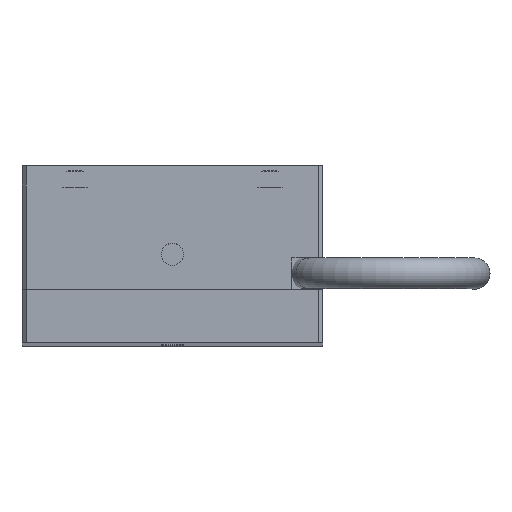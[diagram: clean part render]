
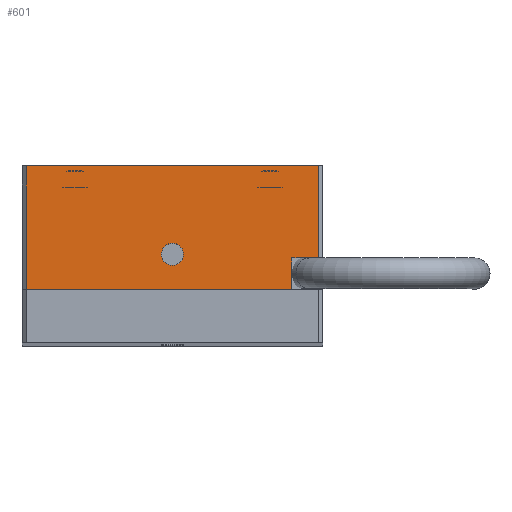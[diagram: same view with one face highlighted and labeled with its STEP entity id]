
A CAD part, top view. The second image highlights one B-rep face of the part: STEP entity #601.
In plain terms, the highlighted planar face has unit normal (0, 0, 1).
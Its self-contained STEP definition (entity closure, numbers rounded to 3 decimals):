
#367 = CARTESIAN_POINT ( 'NONE',  ( 1.25, 10., 213. ) ) ;
#426 = VERTEX_POINT ( 'NONE', #367 ) ;
#520 = EDGE_CURVE ( 'NONE', #2506, #2362, #2464, .T. ) ;
#554 = EDGE_CURVE ( 'NONE', #2208, #2157, #1947, .T. ) ;
#570 = EDGE_CURVE ( 'NONE', #426, #426, #750, .T. ) ;
#577 = EDGE_CURVE ( 'NONE', #2506, #2157, #1506, .T. ) ;
#601 = ADVANCED_FACE ( 'NONE', ( #1495, #1518 ), #1517, .T. ) ;
#612 = EDGE_CURVE ( 'NONE', #2208, #2473, #1554, .T. ) ;
#631 = EDGE_CURVE ( 'NONE', #2499, #2362, #1247, .T. ) ;
#643 = EDGE_CURVE ( 'NONE', #2473, #2499, #1241, .T. ) ;
#681 = VECTOR ( 'NONE', #1397, 1000. ) ;
#684 = VECTOR ( 'NONE', #1277, 1000. ) ;
#739 = AXIS2_PLACEMENT_3D ( 'NONE', #1541, #1529, #1535 ) ;
#750 = CIRCLE ( 'NONE', #779, 1.25 ) ;
#779 = AXIS2_PLACEMENT_3D ( 'NONE', #2019, #2210, #2209 ) ;
#790 = VECTOR ( 'NONE', #2231, 1000. ) ;
#797 = VECTOR ( 'NONE', #2013, 1000. ) ;
#808 = VECTOR ( 'NONE', #1440, 1000. ) ;
#821 = VECTOR ( 'NONE', #1228, 1000. ) ;
#1228 = DIRECTION ( 'NONE',  ( -1., 0., 0. ) ) ;
#1229 = CARTESIAN_POINT ( 'NONE',  ( 17., 6., 213. ) ) ;
#1241 = LINE ( 'NONE', #1287, #684 ) ;
#1247 = LINE ( 'NONE', #1229, #821 ) ;
#1277 = DIRECTION ( 'NONE',  ( 0., -1., 0. ) ) ;
#1287 = CARTESIAN_POINT ( 'NONE',  ( 13.5, 9., 213. ) ) ;
#1397 = DIRECTION ( 'NONE',  ( 1., 0., 0. ) ) ;
#1440 = DIRECTION ( 'NONE',  ( -1., 0., 0. ) ) ;
#1474 = CARTESIAN_POINT ( 'NONE',  ( 17., 20., 213. ) ) ;
#1495 = FACE_BOUND ( 'NONE', #2514, .T. ) ;
#1506 = LINE ( 'NONE', #1474, #681 ) ;
#1517 = PLANE ( 'NONE',  #739 ) ;
#1518 = FACE_OUTER_BOUND ( 'NONE', #2699, .T. ) ;
#1528 = CARTESIAN_POINT ( 'NONE',  ( 16.5, 9.6, 213. ) ) ;
#1529 = DIRECTION ( 'NONE',  ( 0., 0., 1. ) ) ;
#1535 = DIRECTION ( 'NONE',  ( 1., 0., 0. ) ) ;
#1541 = CARTESIAN_POINT ( 'NONE',  ( 17., 20., 213. ) ) ;
#1554 = LINE ( 'NONE', #1528, #808 ) ;
#1726 = CARTESIAN_POINT ( 'NONE',  ( 13.5, 6., 213. ) ) ;
#1729 = CARTESIAN_POINT ( 'NONE',  ( -16.5, 20., 213. ) ) ;
#1738 = CARTESIAN_POINT ( 'NONE',  ( 13.5, 9.6, 213. ) ) ;
#1774 = CARTESIAN_POINT ( 'NONE',  ( -16.5, 6., 213. ) ) ;
#1812 = CARTESIAN_POINT ( 'NONE',  ( 16.5, 9.6, 213. ) ) ;
#1835 = CARTESIAN_POINT ( 'NONE',  ( 16.5, 20., 213. ) ) ;
#1941 = ORIENTED_EDGE ( 'NONE', *, *, #554, .T. ) ;
#1947 = LINE ( 'NONE', #2040, #797 ) ;
#1995 = ORIENTED_EDGE ( 'NONE', *, *, #612, .F. ) ;
#2010 = ORIENTED_EDGE ( 'NONE', *, *, #577, .F. ) ;
#2013 = DIRECTION ( 'NONE',  ( 0., 1., 0. ) ) ;
#2019 = CARTESIAN_POINT ( 'NONE',  ( 0., 10., 213. ) ) ;
#2027 = ORIENTED_EDGE ( 'NONE', *, *, #643, .F. ) ;
#2040 = CARTESIAN_POINT ( 'NONE',  ( 16.5, 20., 213. ) ) ;
#2157 = VERTEX_POINT ( 'NONE', #1835 ) ;
#2186 = ORIENTED_EDGE ( 'NONE', *, *, #631, .F. ) ;
#2208 = VERTEX_POINT ( 'NONE', #1812 ) ;
#2209 = DIRECTION ( 'NONE',  ( 1., 0., 0. ) ) ;
#2210 = DIRECTION ( 'NONE',  ( 0., 0., 1. ) ) ;
#2213 = ORIENTED_EDGE ( 'NONE', *, *, #570, .F. ) ;
#2231 = DIRECTION ( 'NONE',  ( 0., -1., 0. ) ) ;
#2324 = ORIENTED_EDGE ( 'NONE', *, *, #520, .T. ) ;
#2362 = VERTEX_POINT ( 'NONE', #1774 ) ;
#2464 = LINE ( 'NONE', #2489, #790 ) ;
#2473 = VERTEX_POINT ( 'NONE', #1738 ) ;
#2489 = CARTESIAN_POINT ( 'NONE',  ( -16.5, 6., 213. ) ) ;
#2499 = VERTEX_POINT ( 'NONE', #1726 ) ;
#2506 = VERTEX_POINT ( 'NONE', #1729 ) ;
#2514 = EDGE_LOOP ( 'NONE', ( #2213 ) ) ;
#2699 = EDGE_LOOP ( 'NONE', ( #2027, #1995, #1941, #2010, #2324, #2186 ) ) ;
